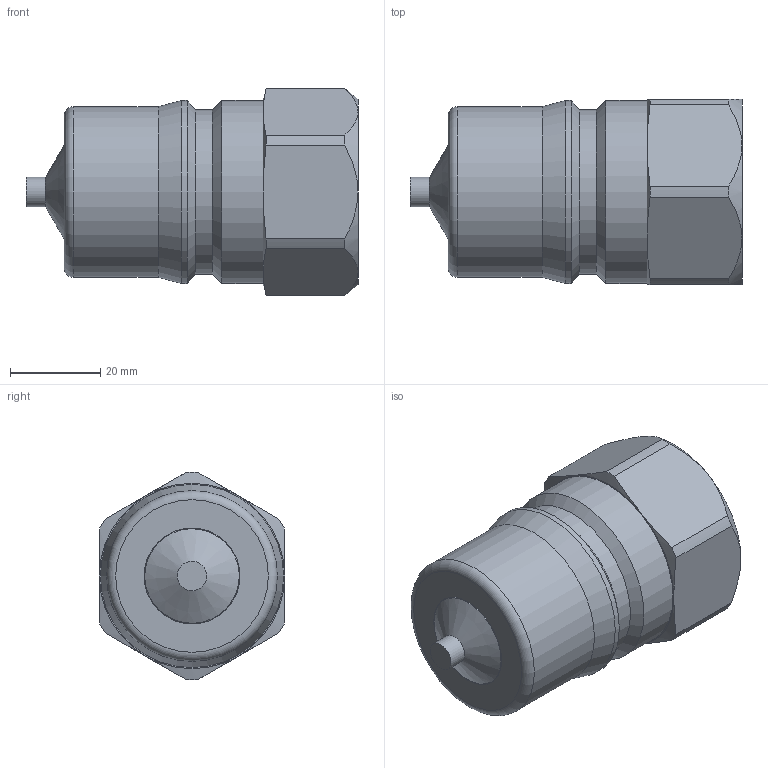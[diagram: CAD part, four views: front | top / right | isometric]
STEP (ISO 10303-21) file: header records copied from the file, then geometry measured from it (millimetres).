
FILE_DESCRIPTION((''),'2;1');
FILE_NAME('76sbiw33mpx.stp','2013-09-09T14:53:40',('IA176480'),(''),'Autodesk Inventor 2013','Autodesk Inventor 2013','');
FILE_SCHEMA(('AUTOMOTIVE_DESIGN { 1 0 10303 214 1 1 1 1 }'));
Length unit declared in the file: millimetre
Products named in the file (1): D107766
Bounding box: 73.46 x 41 x 45.94 mm (x, y, z)
Volume: 64829.4 mm3; surface area: 13921.3 mm2
Topology: 1 solids, 1 shells, 49 faces, 105 edges, 62 vertices
Faces by surface type: cone 19, cylinder 16, plane 12, torus 2
Full cylindrical faces by diameter (mm): 6.5 x1, 20.9 x1, 21.2 x1, 24 x1, 24.1 x1, 30.291 x1, 36.3 x1, 37.75 x1, 40.5 x2
Entity records: 1196 total; most frequent: CARTESIAN_POINT 240, DIRECTION 206, ORIENTED_EDGE 166, AXIS2_PLACEMENT_3D 97, EDGE_CURVE 83, EDGE_LOOP 72, VERTEX_POINT 59, FACE_OUTER_BOUND 49
